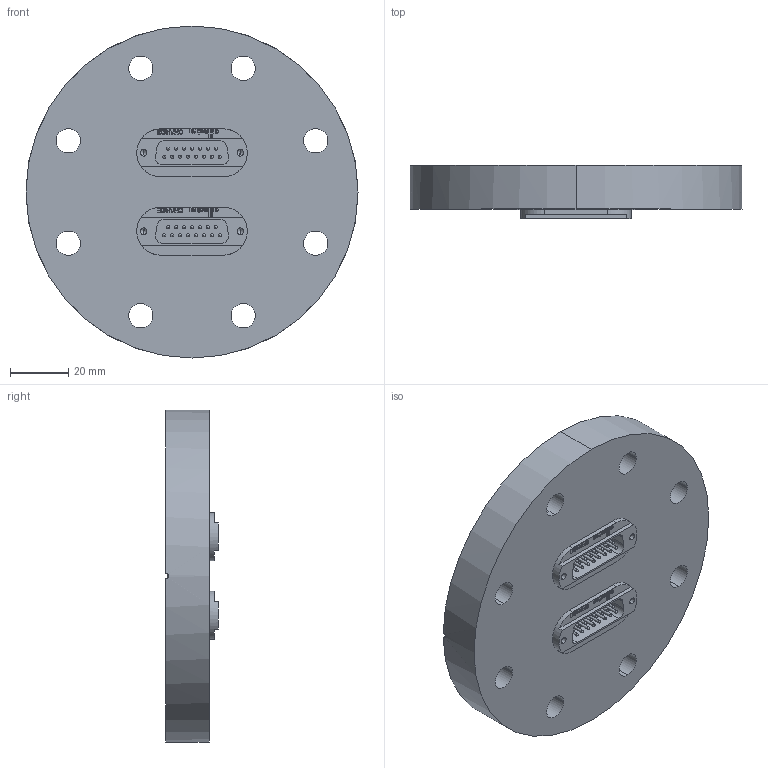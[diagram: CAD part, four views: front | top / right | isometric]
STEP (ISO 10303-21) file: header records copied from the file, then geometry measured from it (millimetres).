
FILE_DESCRIPTION (( 'STEP AP214' ), '1' );
FILE_NAME ('210-D15-C63-2.step', '2025-02-17T20:22:23', ( '' ), ( '' ), 'SwSTEP 2.0', 'SolidWorks 2022', '' );
FILE_SCHEMA (( 'AUTOMOTIVE_DESIGN' ));
Length unit declared in the file: millimetre
Products named in the file (5): 9210-PIN-FENI_Pin vergoldet; 218-D9-37-SS_218-D15-SS; 9218-D9-37-SS-V22_15pin 1mm beschr. allectra; 210-D15-C63-2; 9210-D15-C63-2_DN63
Assembly tree (19 placements, depth 3):
  210-D15-C63-2
    9210-D15-C63-2_DN63
    218-D9-37-SS_218-D15-SS  x2
      9218-D9-37-SS-V22_15pin 1mm beschr. allectra
      9210-PIN-FENI_Pin vergoldet
Bounding box: 114.3 x 18.2 x 114.3 mm (x, y, z)
Volume: 137405.1 mm3; surface area: 38500.8 mm2
Topology: 33 solids, 33 shells, 708 faces, 1946 edges, 1280 vertices
Faces by surface type: plane 292, cylinder 278, sphere 60, bspline 54, cone 20, torus 4
Entity records: 12003 total; most frequent: CARTESIAN_POINT 3574, ORIENTED_EDGE 1686, DIRECTION 1669, EDGE_CURVE 843, AXIS2_PLACEMENT_3D 571, VERTEX_POINT 558, LINE 527, VECTOR 527
